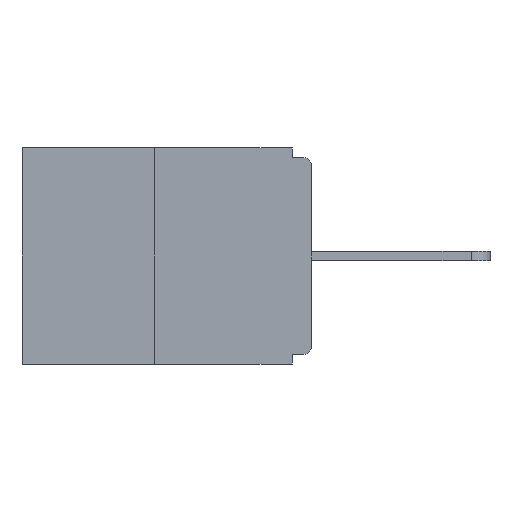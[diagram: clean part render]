
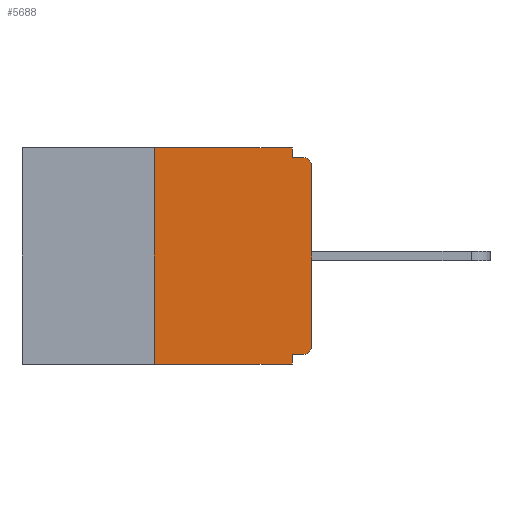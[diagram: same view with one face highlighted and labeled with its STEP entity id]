
A CAD part, left-side view. The second image highlights one B-rep face of the part: STEP entity #5688.
In plain terms, the highlighted planar face has unit normal (-1, 0, 0).
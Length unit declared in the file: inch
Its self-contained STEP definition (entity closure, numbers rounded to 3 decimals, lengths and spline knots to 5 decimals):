
#167 = VERTEX_POINT ( 'NONE', #6153 ) ;
#219 = EDGE_CURVE ( 'NONE', #1962, #4004, #7216, .T. ) ;
#316 = EDGE_CURVE ( 'NONE', #2537, #167, #6858, .T. ) ;
#347 = VERTEX_POINT ( 'NONE', #10112 ) ;
#584 = ORIENTED_EDGE ( 'NONE', *, *, #1300, .F. ) ;
#654 = EDGE_CURVE ( 'NONE', #5804, #1962, #5897, .T. ) ;
#683 = CARTESIAN_POINT ( 'NONE',  ( 0., 0.031, -0.328 ) ) ;
#1180 = CARTESIAN_POINT ( 'NONE',  ( 0., 0.46, -0.343 ) ) ;
#1254 = ORIENTED_EDGE ( 'NONE', *, *, #1580, .F. ) ;
#1300 = EDGE_CURVE ( 'NONE', #347, #2537, #3978, .T. ) ;
#1394 = EDGE_CURVE ( 'NONE', #347, #1707, #3601, .T. ) ;
#1580 = EDGE_CURVE ( 'NONE', #4387, #1707, #2957, .T. ) ;
#1707 = VERTEX_POINT ( 'NONE', #9819 ) ;
#1734 = EDGE_CURVE ( 'NONE', #167, #4204, #2312, .T. ) ;
#1846 = DIRECTION ( 'NONE',  ( 0., -1., 0. ) ) ;
#1872 = ORIENTED_EDGE ( 'NONE', *, *, #219, .T. ) ;
#1908 = CARTESIAN_POINT ( 'NONE',  ( 0., 0., -0.015 ) ) ;
#1962 = VERTEX_POINT ( 'NONE', #3366 ) ;
#2030 = AXIS2_PLACEMENT_3D ( 'NONE', #9833, #9824, #9813 ) ;
#2117 = ORIENTED_EDGE ( 'NONE', *, *, #1394, .T. ) ;
#2301 = VECTOR ( 'NONE', #10451, 39.37008 ) ;
#2312 = LINE ( 'NONE', #9163, #2301 ) ;
#2537 = VERTEX_POINT ( 'NONE', #10989 ) ;
#2911 = VECTOR ( 'NONE', #10166, 39.37008 ) ;
#2940 = DIRECTION ( 'NONE',  ( 0., 0., 1. ) ) ;
#2957 = LINE ( 'NONE', #10239, #2911 ) ;
#2970 = CIRCLE ( 'NONE', #6720, 0.015 ) ;
#3180 = ORIENTED_EDGE ( 'NONE', *, *, #5596, .T. ) ;
#3257 = CARTESIAN_POINT ( 'NONE',  ( 0., 0.25, 0. ) ) ;
#3325 = ORIENTED_EDGE ( 'NONE', *, *, #654, .T. ) ;
#3366 = CARTESIAN_POINT ( 'NONE',  ( 0., 0., -0.03 ) ) ;
#3403 = EDGE_CURVE ( 'NONE', #3540, #4387, #3833, .T. ) ;
#3447 = CARTESIAN_POINT ( 'NONE',  ( 0., 0.015, -0.015 ) ) ;
#3540 = VERTEX_POINT ( 'NONE', #5132 ) ;
#3588 = VECTOR ( 'NONE', #3806, 39.37008 ) ;
#3601 = LINE ( 'NONE', #1180, #3588 ) ;
#3806 = DIRECTION ( 'NONE',  ( 0., -1., 0. ) ) ;
#3833 = LINE ( 'NONE', #4931, #3868 ) ;
#3868 = VECTOR ( 'NONE', #9272, 39.37008 ) ;
#3945 = VECTOR ( 'NONE', #2940, 39.37008 ) ;
#3978 = LINE ( 'NONE', #3257, #3945 ) ;
#4004 = VERTEX_POINT ( 'NONE', #3447 ) ;
#4204 = VERTEX_POINT ( 'NONE', #7493 ) ;
#4387 = VERTEX_POINT ( 'NONE', #683 ) ;
#4574 = DIRECTION ( 'NONE',  ( 0., -1., 0. ) ) ;
#4931 = CARTESIAN_POINT ( 'NONE',  ( 0., 0., -0.328 ) ) ;
#5106 = ORIENTED_EDGE ( 'NONE', *, *, #3403, .F. ) ;
#5132 = CARTESIAN_POINT ( 'NONE',  ( 0., 0.015, -0.328 ) ) ;
#5145 = EDGE_CURVE ( 'NONE', #4204, #4004, #6056, .T. ) ;
#5596 = EDGE_CURVE ( 'NONE', #3540, #5804, #2970, .T. ) ;
#5688 = ADVANCED_FACE ( 'NONE', ( #8600 ), #10086, .F. ) ;
#5804 = VERTEX_POINT ( 'NONE', #9025 ) ;
#5868 = VECTOR ( 'NONE', #10533, 39.37008 ) ;
#5897 = LINE ( 'NONE', #6933, #5868 ) ;
#6044 = CARTESIAN_POINT ( 'NONE',  ( 0., 0.46, 0. ) ) ;
#6056 = LINE ( 'NONE', #1908, #10037 ) ;
#6153 = CARTESIAN_POINT ( 'NONE',  ( 0., 0.031, 0. ) ) ;
#6547 = ORIENTED_EDGE ( 'NONE', *, *, #316, .F. ) ;
#6720 = AXIS2_PLACEMENT_3D ( 'NONE', #10648, #10626, #10613 ) ;
#6828 = VECTOR ( 'NONE', #4574, 39.37008 ) ;
#6858 = LINE ( 'NONE', #6044, #6828 ) ;
#6873 = DIRECTION ( 'NONE',  ( 0., 0., -1. ) ) ;
#6933 = CARTESIAN_POINT ( 'NONE',  ( 0., 0., 0. ) ) ;
#7216 = CIRCLE ( 'NONE', #10981, 0.015 ) ;
#7493 = CARTESIAN_POINT ( 'NONE',  ( 0., 0.031, -0.015 ) ) ;
#8145 = ORIENTED_EDGE ( 'NONE', *, *, #5145, .F. ) ;
#8498 = EDGE_LOOP ( 'NONE', ( #6547, #584, #2117, #1254, #5106, #3180, #3325, #1872, #8145, #9533 ) ) ;
#8600 = FACE_OUTER_BOUND ( 'NONE', #8498, .T. ) ;
#9025 = CARTESIAN_POINT ( 'NONE',  ( 0., 0., -0.313 ) ) ;
#9163 = CARTESIAN_POINT ( 'NONE',  ( 0., 0.031, 0. ) ) ;
#9272 = DIRECTION ( 'NONE',  ( 0., 1., 0. ) ) ;
#9533 = ORIENTED_EDGE ( 'NONE', *, *, #1734, .F. ) ;
#9813 = DIRECTION ( 'NONE',  ( 0., 0., -1. ) ) ;
#9819 = CARTESIAN_POINT ( 'NONE',  ( 0., 0.031, -0.343 ) ) ;
#9824 = DIRECTION ( 'NONE',  ( 1., 0., 0. ) ) ;
#9833 = CARTESIAN_POINT ( 'NONE',  ( 0., 0.46, 0. ) ) ;
#10037 = VECTOR ( 'NONE', #1846, 39.37008 ) ;
#10086 = PLANE ( 'NONE',  #2030 ) ;
#10112 = CARTESIAN_POINT ( 'NONE',  ( 0., 0.25, -0.343 ) ) ;
#10166 = DIRECTION ( 'NONE',  ( 0., 0., -1. ) ) ;
#10239 = CARTESIAN_POINT ( 'NONE',  ( 0., 0.031, -0.343 ) ) ;
#10260 = DIRECTION ( 'NONE',  ( -1., 0., 0. ) ) ;
#10274 = CARTESIAN_POINT ( 'NONE',  ( 0., 0.015, -0.03 ) ) ;
#10451 = DIRECTION ( 'NONE',  ( 0., 0., -1. ) ) ;
#10533 = DIRECTION ( 'NONE',  ( 0., 0., 1. ) ) ;
#10613 = DIRECTION ( 'NONE',  ( 0., 0., -1. ) ) ;
#10626 = DIRECTION ( 'NONE',  ( -1., 0., 0. ) ) ;
#10648 = CARTESIAN_POINT ( 'NONE',  ( 0., 0.015, -0.313 ) ) ;
#10981 = AXIS2_PLACEMENT_3D ( 'NONE', #10274, #10260, #6873 ) ;
#10989 = CARTESIAN_POINT ( 'NONE',  ( 0., 0.25, 0. ) ) ;
